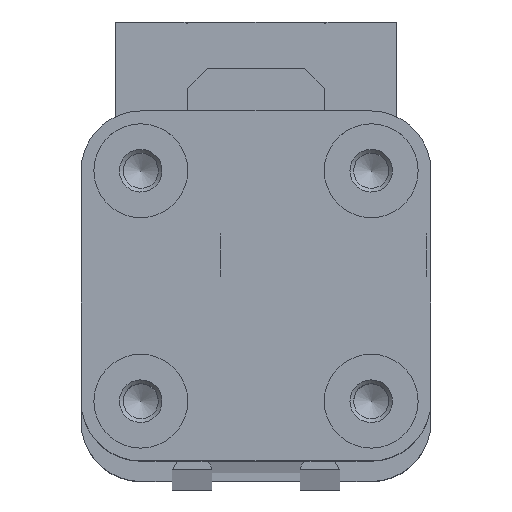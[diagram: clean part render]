
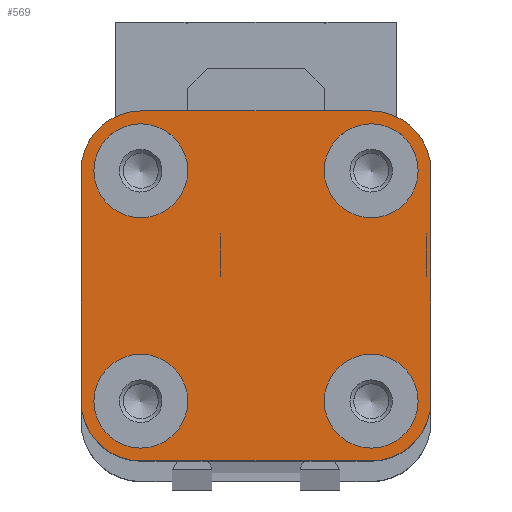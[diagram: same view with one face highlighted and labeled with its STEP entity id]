
A CAD part, top view. The second image highlights one B-rep face of the part: STEP entity #569.
In plain terms, the highlighted planar face has unit normal (0, 0, 1).
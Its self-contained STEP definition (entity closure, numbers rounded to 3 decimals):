
#569 = ADVANCED_FACE( '', ( #1207, #1208, #1209, #1210, #1211 ), #1212, .T. );
#1207 = FACE_BOUND( '', #1938, .T. );
#1208 = FACE_BOUND( '', #1939, .T. );
#1209 = FACE_BOUND( '', #1940, .T. );
#1210 = FACE_BOUND( '', #1941, .T. );
#1211 = FACE_OUTER_BOUND( '', #1942, .T. );
#1212 = PLANE( '', #1943 );
#1938 = EDGE_LOOP( '', ( #3370 ) );
#1939 = EDGE_LOOP( '', ( #3371 ) );
#1940 = EDGE_LOOP( '', ( #3372 ) );
#1941 = EDGE_LOOP( '', ( #3373 ) );
#1942 = EDGE_LOOP( '', ( #3374, #3375, #3376, #3377, #3378, #3379, #3380, #3381 ) );
#1943 = AXIS2_PLACEMENT_3D( '', #3382, #3383, #3384 );
#3370 = ORIENTED_EDGE( '', *, *, #4614, .T. );
#3371 = ORIENTED_EDGE( '', *, *, #4615, .T. );
#3372 = ORIENTED_EDGE( '', *, *, #4230, .T. );
#3373 = ORIENTED_EDGE( '', *, *, #4393, .T. );
#3374 = ORIENTED_EDGE( '', *, *, #4616, .T. );
#3375 = ORIENTED_EDGE( '', *, *, #4457, .T. );
#3376 = ORIENTED_EDGE( '', *, *, #4515, .T. );
#3377 = ORIENTED_EDGE( '', *, *, #4617, .T. );
#3378 = ORIENTED_EDGE( '', *, *, #4552, .T. );
#3379 = ORIENTED_EDGE( '', *, *, #4210, .T. );
#3380 = ORIENTED_EDGE( '', *, *, #4509, .T. );
#3381 = ORIENTED_EDGE( '', *, *, #4618, .T. );
#3382 = CARTESIAN_POINT( '', ( -13.5, -13.5, 700. ) );
#3383 = DIRECTION( '', ( 0., 0., 1. ) );
#3384 = DIRECTION( '', ( 1., 0., 0. ) );
#4210 = EDGE_CURVE( '', #5031, #5029, #5032, .T. );
#4230 = EDGE_CURVE( '', #5062, #5062, #5063, .F. );
#4393 = EDGE_CURVE( '', #5325, #5325, #5326, .F. );
#4457 = EDGE_CURVE( '', #5417, #5415, #5418, .T. );
#4509 = EDGE_CURVE( '', #5029, #5488, #5490, .T. );
#4515 = EDGE_CURVE( '', #5415, #5495, #5497, .T. );
#4552 = EDGE_CURVE( '', #5545, #5031, #5546, .T. );
#4614 = EDGE_CURVE( '', #5624, #5624, #5625, .F. );
#4615 = EDGE_CURVE( '', #5626, #5626, #5627, .F. );
#4616 = EDGE_CURVE( '', #5628, #5417, #5629, .T. );
#4617 = EDGE_CURVE( '', #5495, #5545, #5630, .T. );
#4618 = EDGE_CURVE( '', #5488, #5628, #5631, .T. );
#5029 = VERTEX_POINT( '', #6150 );
#5031 = VERTEX_POINT( '', #6153 );
#5032 = CIRCLE( '', #6154, 7. );
#5062 = VERTEX_POINT( '', #6193 );
#5063 = CIRCLE( '', #6194, 5.5 );
#5325 = VERTEX_POINT( '', #6562 );
#5326 = CIRCLE( '', #6563, 5.5 );
#5415 = VERTEX_POINT( '', #6683 );
#5417 = VERTEX_POINT( '', #6686 );
#5418 = CIRCLE( '', #6687, 7. );
#5488 = VERTEX_POINT( '', #6783 );
#5490 = LINE( '', #6786, #6787 );
#5495 = VERTEX_POINT( '', #6795 );
#5497 = LINE( '', #6798, #6799 );
#5545 = VERTEX_POINT( '', #6864 );
#5546 = LINE( '', #6865, #6866 );
#5624 = VERTEX_POINT( '', #6976 );
#5625 = CIRCLE( '', #6977, 5.5 );
#5626 = VERTEX_POINT( '', #6978 );
#5627 = CIRCLE( '', #6979, 5.5 );
#5628 = VERTEX_POINT( '', #6980 );
#5629 = LINE( '', #6981, #6982 );
#5630 = CIRCLE( '', #6983, 7. );
#5631 = CIRCLE( '', #6984, 7. );
#6150 = CARTESIAN_POINT( '', ( 13.5, 20.5, 700. ) );
#6153 = CARTESIAN_POINT( '', ( 20.5, 13.5, 700. ) );
#6154 = AXIS2_PLACEMENT_3D( '', #7380, #7381, #7382 );
#6193 = CARTESIAN_POINT( '', ( 19., 13.5, 700. ) );
#6194 = AXIS2_PLACEMENT_3D( '', #7407, #7408, #7409 );
#6562 = CARTESIAN_POINT( '', ( -8., 13.5, 700. ) );
#6563 = AXIS2_PLACEMENT_3D( '', #7597, #7598, #7599 );
#6683 = CARTESIAN_POINT( '', ( -13.5, -20.5, 700. ) );
#6686 = CARTESIAN_POINT( '', ( -20.5, -13.5, 700. ) );
#6687 = AXIS2_PLACEMENT_3D( '', #7656, #7657, #7658 );
#6783 = CARTESIAN_POINT( '', ( -13.5, 20.5, 700. ) );
#6786 = CARTESIAN_POINT( '', ( 13.5, 20.5, 700. ) );
#6787 = VECTOR( '', #7704, 1000. );
#6795 = CARTESIAN_POINT( '', ( 13.5, -20.5, 700. ) );
#6798 = CARTESIAN_POINT( '', ( -13.5, -20.5, 700. ) );
#6799 = VECTOR( '', #7709, 1000. );
#6864 = CARTESIAN_POINT( '', ( 20.5, -13.5, 700. ) );
#6865 = CARTESIAN_POINT( '', ( 20.5, -13.5, 700. ) );
#6866 = VECTOR( '', #7742, 1000. );
#6976 = CARTESIAN_POINT( '', ( 19., -13.5, 700. ) );
#6977 = AXIS2_PLACEMENT_3D( '', #7793, #7794, #7795 );
#6978 = CARTESIAN_POINT( '', ( -8., -13.5, 700. ) );
#6979 = AXIS2_PLACEMENT_3D( '', #7796, #7797, #7798 );
#6980 = CARTESIAN_POINT( '', ( -20.5, 13.5, 700. ) );
#6981 = CARTESIAN_POINT( '', ( -20.5, 13.5, 700. ) );
#6982 = VECTOR( '', #7799, 1000. );
#6983 = AXIS2_PLACEMENT_3D( '', #7800, #7801, #7802 );
#6984 = AXIS2_PLACEMENT_3D( '', #7803, #7804, #7805 );
#7380 = CARTESIAN_POINT( '', ( 13.5, 13.5, 700. ) );
#7381 = DIRECTION( '', ( 0., 0., 1. ) );
#7382 = DIRECTION( '', ( 1., 0., 0. ) );
#7407 = CARTESIAN_POINT( '', ( 13.5, 13.5, 700. ) );
#7408 = DIRECTION( '', ( 0., 0., 1. ) );
#7409 = DIRECTION( '', ( 1., 0., 0. ) );
#7597 = CARTESIAN_POINT( '', ( -13.5, 13.5, 700. ) );
#7598 = DIRECTION( '', ( 0., 0., 1. ) );
#7599 = DIRECTION( '', ( 1., 0., 0. ) );
#7656 = CARTESIAN_POINT( '', ( -13.5, -13.5, 700. ) );
#7657 = DIRECTION( '', ( 0., 0., 1. ) );
#7658 = DIRECTION( '', ( 1., 0., 0. ) );
#7704 = DIRECTION( '', ( -1., 0., 0. ) );
#7709 = DIRECTION( '', ( 1., 0., 0. ) );
#7742 = DIRECTION( '', ( 0., 1., 0. ) );
#7793 = CARTESIAN_POINT( '', ( 13.5, -13.5, 700. ) );
#7794 = DIRECTION( '', ( 0., 0., 1. ) );
#7795 = DIRECTION( '', ( 1., 0., 0. ) );
#7796 = CARTESIAN_POINT( '', ( -13.5, -13.5, 700. ) );
#7797 = DIRECTION( '', ( 0., 0., 1. ) );
#7798 = DIRECTION( '', ( 1., 0., 0. ) );
#7799 = DIRECTION( '', ( 0., -1., 0. ) );
#7800 = CARTESIAN_POINT( '', ( 13.5, -13.5, 700. ) );
#7801 = DIRECTION( '', ( 0., 0., 1. ) );
#7802 = DIRECTION( '', ( 1., 0., 0. ) );
#7803 = CARTESIAN_POINT( '', ( -13.5, 13.5, 700. ) );
#7804 = DIRECTION( '', ( 0., 0., 1. ) );
#7805 = DIRECTION( '', ( 1., 0., 0. ) );
